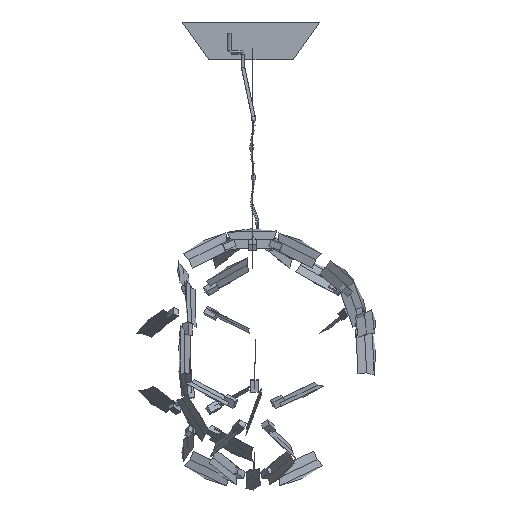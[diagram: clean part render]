
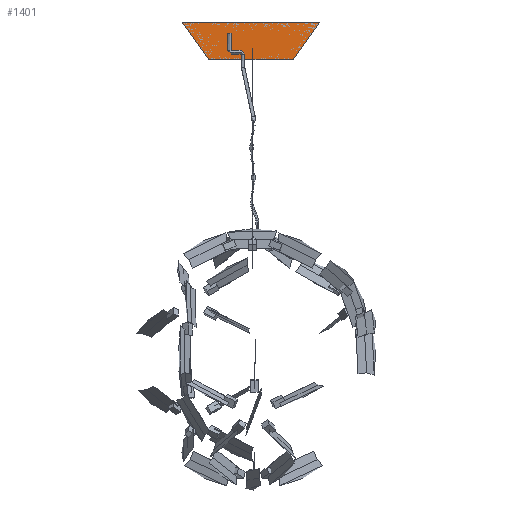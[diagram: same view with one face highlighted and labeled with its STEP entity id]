
A CAD part, front view. The second image highlights one B-rep face of the part: STEP entity #1401.
In plain terms, the highlighted free-form (B-spline) face has degree [2, 1] with [5, 2] control points.
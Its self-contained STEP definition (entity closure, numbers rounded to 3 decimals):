
#1401=ADVANCED_FACE($,(#1984),#7259,.T.);
#1984=FACE_OUTER_BOUND($,#2567,.T.);
#2567=EDGE_LOOP($,(#4415,#4416,#4417,#4418));
#4415=ORIENTED_EDGE($,*,*,#5920,.T.);
#4416=ORIENTED_EDGE($,*,*,#5915,.F.);
#4417=ORIENTED_EDGE($,*,*,#5913,.F.);
#4418=ORIENTED_EDGE($,*,*,#5914,.T.);
#5913=EDGE_CURVE($,#6796,#6795,#7943,.T.);
#5914=EDGE_CURVE($,#6796,#6798,#8681,.T.);
#5915=EDGE_CURVE($,#6795,#6797,#8682,.T.);
#5920=EDGE_CURVE($,#6798,#6797,#7946,.T.);
#6795=VERTEX_POINT($,#18150);
#6796=VERTEX_POINT($,#18151);
#6797=VERTEX_POINT($,#18152);
#6798=VERTEX_POINT($,#18153);
#7259=(
BOUNDED_SURFACE()
B_SPLINE_SURFACE(2,1,((#18108,#18109),(#18110,#18111),(#18112,#18113),(#18114,
#18115),(#18116,#18117)),.UNSPECIFIED.,.F.,.F.,.F.)
B_SPLINE_SURFACE_WITH_KNOTS((3,2,3),(2,2),(0.,1.571,3.142),
(-91.18,0.),.UNSPECIFIED.)
GEOMETRIC_REPRESENTATION_ITEM()
RATIONAL_B_SPLINE_SURFACE(((1.,1.),(0.707,0.707),
(1.,1.),(0.707,0.707),(1.,1.)))
REPRESENTATION_ITEM($)
SURFACE()
);
#7943=B_SPLINE_CURVE_WITH_KNOTS($,1,(#18060,#18061),.UNSPECIFIED.,.F.,.F.,
(2,2),(-91.18,0.),.UNSPECIFIED.);
#7946=B_SPLINE_CURVE_WITH_KNOTS($,1,(#18086,#18087),.UNSPECIFIED.,.F.,.F.,
(2,2),(-91.18,0.),.UNSPECIFIED.);
#8681=(
BOUNDED_CURVE()
B_SPLINE_CURVE(2,(#18062,#18063,#18064,#18065,#18066),.UNSPECIFIED.,.F.,
.F.)
B_SPLINE_CURVE_WITH_KNOTS((3,2,3),(0.,1.571,3.142),
.UNSPECIFIED.)
CURVE()
GEOMETRIC_REPRESENTATION_ITEM()
RATIONAL_B_SPLINE_CURVE((1.,0.707,1.,0.707,1.))
REPRESENTATION_ITEM($)
);
#8682=(
BOUNDED_CURVE()
B_SPLINE_CURVE(2,(#18067,#18068,#18069,#18070,#18071),.UNSPECIFIED.,.F.,
.F.)
B_SPLINE_CURVE_WITH_KNOTS((3,2,3),(0.,1.571,3.142),
.UNSPECIFIED.)
CURVE()
GEOMETRIC_REPRESENTATION_ITEM()
RATIONAL_B_SPLINE_CURVE((1.,0.707,1.,0.707,1.))
REPRESENTATION_ITEM($)
);
#18060=CARTESIAN_POINT($,(-86.9,0.,585.375));
#18061=CARTESIAN_POINT($,(-139.292,0.,660.));
#18062=CARTESIAN_POINT($,(-86.9,0.,585.375));
#18063=CARTESIAN_POINT($,(-86.9,-83.551,585.375));
#18064=CARTESIAN_POINT($,(-3.35,-83.551,585.375));
#18065=CARTESIAN_POINT($,(80.201,-83.551,585.375));
#18066=CARTESIAN_POINT($,(80.201,0.,585.375));
#18067=CARTESIAN_POINT($,(-139.292,0.,660.));
#18068=CARTESIAN_POINT($,(-139.292,-135.942,660.));
#18069=CARTESIAN_POINT($,(-3.35,-135.942,660.));
#18070=CARTESIAN_POINT($,(132.592,-135.942,660.));
#18071=CARTESIAN_POINT($,(132.592,0.,660.));
#18086=CARTESIAN_POINT($,(80.201,0.,585.375));
#18087=CARTESIAN_POINT($,(132.592,0.,660.));
#18108=CARTESIAN_POINT($,(-86.9,0.,585.375));
#18109=CARTESIAN_POINT($,(-139.292,0.,660.));
#18110=CARTESIAN_POINT($,(-86.9,-83.551,585.375));
#18111=CARTESIAN_POINT($,(-139.292,-135.942,660.));
#18112=CARTESIAN_POINT($,(-3.35,-83.551,585.375));
#18113=CARTESIAN_POINT($,(-3.35,-135.942,660.));
#18114=CARTESIAN_POINT($,(80.201,-83.551,585.375));
#18115=CARTESIAN_POINT($,(132.592,-135.942,660.));
#18116=CARTESIAN_POINT($,(80.201,0.,585.375));
#18117=CARTESIAN_POINT($,(132.592,0.,660.));
#18150=CARTESIAN_POINT($,(-139.292,0.,660.));
#18151=CARTESIAN_POINT($,(-86.9,0.,585.375));
#18152=CARTESIAN_POINT($,(132.592,0.,660.));
#18153=CARTESIAN_POINT($,(80.201,0.,585.375));
